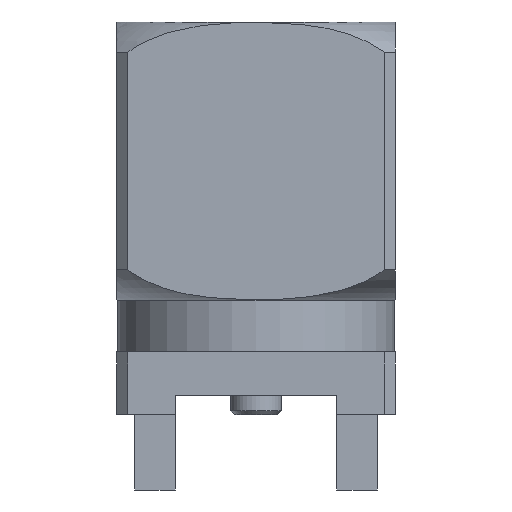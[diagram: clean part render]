
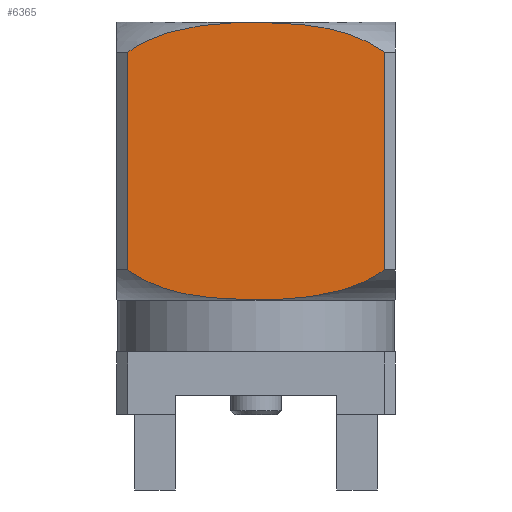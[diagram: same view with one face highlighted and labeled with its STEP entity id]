
A CAD part, left-side view. The second image highlights one B-rep face of the part: STEP entity #6365.
In plain terms, the highlighted face is planar.
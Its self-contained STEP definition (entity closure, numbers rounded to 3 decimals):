
#242=B_SPLINE_CURVE_WITH_KNOTS('',3,(#12216,#12217,#12218,#12219,#12220,
#12221,#12222),.UNSPECIFIED.,.F.,.F.,(4,1,1,1,4),(0.018,0.02,
0.021,0.023,0.025),.UNSPECIFIED.);
#248=B_SPLINE_CURVE_WITH_KNOTS('',3,(#12259,#12260,#12261,#12262,#12263,
#12264,#12265),.UNSPECIFIED.,.F.,.F.,(4,1,1,1,4),(0.018,0.02,
0.021,0.023,0.025),.UNSPECIFIED.);
#2289=ORIENTED_EDGE('',*,*,#3267,.T.);
#2290=ORIENTED_EDGE('',*,*,#3276,.T.);
#2291=ORIENTED_EDGE('',*,*,#3260,.T.);
#2292=ORIENTED_EDGE('',*,*,#3277,.T.);
#3260=EDGE_CURVE('',#3881,#3880,#242,.T.);
#3267=EDGE_CURVE('',#3888,#3887,#248,.T.);
#3276=EDGE_CURVE('',#3887,#3881,#4355,.T.);
#3277=EDGE_CURVE('',#3880,#3888,#4356,.T.);
#3880=VERTEX_POINT('',#12215);
#3881=VERTEX_POINT('',#12223);
#3887=VERTEX_POINT('',#12258);
#3888=VERTEX_POINT('',#12266);
#4355=LINE('',#12293,#4799);
#4356=LINE('',#12294,#4800);
#4799=VECTOR('',#9085,1000.);
#4800=VECTOR('',#9086,1000.);
#5222=EDGE_LOOP('',(#2289,#2290,#2291,#2292));
#5691=FACE_BOUND('',#5222,.T.);
#5982=PLANE('',#7294);
#6365=ADVANCED_FACE('',(#5691),#5982,.T.);
#7294=AXIS2_PLACEMENT_3D('',#12292,#9083,#9084);
#9083=DIRECTION('',(0.,-1.,0.));
#9084=DIRECTION('',(1.,0.,0.));
#9085=DIRECTION('',(0.,0.,1.));
#9086=DIRECTION('',(0.,0.,-1.));
#12215=CARTESIAN_POINT('',(-3.22,-3.5,-2.058));
#12216=CARTESIAN_POINT('',(3.22,-3.5,-2.058));
#12217=CARTESIAN_POINT('',(2.771,-3.5,-1.724));
#12218=CARTESIAN_POINT('',(1.687,-3.5,-1.358));
#12219=CARTESIAN_POINT('',(0.001,-3.5,-1.289));
#12220=CARTESIAN_POINT('',(-1.675,-3.5,-1.356));
#12221=CARTESIAN_POINT('',(-2.771,-3.5,-1.724));
#12222=CARTESIAN_POINT('',(-3.22,-3.5,-2.058));
#12223=CARTESIAN_POINT('',(3.22,-3.5,-2.058));
#12258=CARTESIAN_POINT('',(3.22,-3.5,-7.532));
#12259=CARTESIAN_POINT('',(-3.22,-3.5,-7.532));
#12260=CARTESIAN_POINT('',(-2.771,-3.5,-7.866));
#12261=CARTESIAN_POINT('',(-1.687,-3.5,-8.232));
#12262=CARTESIAN_POINT('',(-0.001,-3.5,-8.301));
#12263=CARTESIAN_POINT('',(1.675,-3.5,-8.234));
#12264=CARTESIAN_POINT('',(2.771,-3.5,-7.866));
#12265=CARTESIAN_POINT('',(3.22,-3.5,-7.532));
#12266=CARTESIAN_POINT('',(-3.22,-3.5,-7.532));
#12292=CARTESIAN_POINT('',(-3.5,-3.5,-8.29));
#12293=CARTESIAN_POINT('',(3.22,-3.5,-8.29));
#12294=CARTESIAN_POINT('',(-3.22,-3.5,-8.29));
